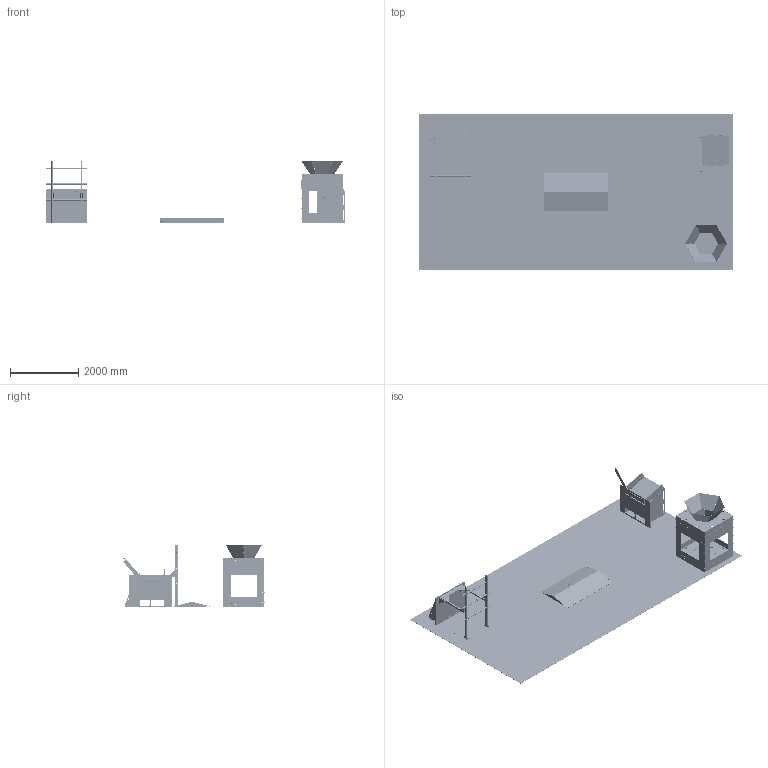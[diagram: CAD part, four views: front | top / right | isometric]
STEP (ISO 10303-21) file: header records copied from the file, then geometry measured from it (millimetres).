
FILE_DESCRIPTION(/* description */ ('STEP AP242 Edition 2','CAx-IF Rec.Pracs.---Representation and Presentation of Product Manufacturing Information (PMI)---4.0---2014-10-13','CAx-IF Rec.Pracs.---3D Tessellated Geometry---0.4---2014-09-14','2;1','CAx-IF Rec.Pracs.---User Defined Attributes---1.5---2016-08-15'),/* implementation_level */ '2;1');
FILE_NAME(/* name */ '695ed0b6e6781a24c526bf31',/* time_stamp */ '2026-01-07T21:31:37Z',/* author */ (''),/* organization */ (''),/* preprocessor_version */ 'ST-DEVELOPER v20',/* originating_system */ 'ONSHAPE BY PTC INC, 1.208',/* authorisation */ ' ');
FILE_SCHEMA (('AP242_MANAGED_MODEL_BASED_3D_ENGINEERING_MIM_LF { 1 0 10303 442 3 1 4 }'));
Products named in the file (105): Event Test Area; FE-2026-04: Test Area Carpet; GE-26810: Event Test Bump <1>; Hex bolt 1/4-20 x 1; GE-26101: Bump Plastic; GE-26811: Event Test Bump Base <3>; 92105A208: 1/4"-20 Tapping Insert; GE-26811-02: Event Test Bump Side Plate; GE-26811-01: Event Test Bump Top Plate; Hook Tape, 4in Wide, 30in Long; GE-26811-03: Event Test Bump Bottom Plate; GE-26811: Event Test Bump Base <2>; GE-26811: Event Test Bump Base <1>; GE-26830: Event Test Hub <1>; Cable Tie 1: 120lb; Cable Tie 3: 120lb; Cable Tie 4: 120lb; Cable Tie 6: 50lb; Cable Tie 5: 50lb; Cable Tie 2: 120lb; GE-26329: Hub Funnel Side; FE-00083-ID8: AprilTag, ID 8 <1>; FE-00083-ID8-Vinyl: AprilTag Vinyl; FE-00082: AprilTag Base Poly; FE-00083-ID11: AprilTag, ID 11 <1>; FE-00083-ID11-Vinyl: AprilTag Vinyl; FE-00083-ID9: AprilTag, ID 9 <1>; FE-00083-ID9-Vinyl: AprilTag Vinyl; GE-26832: Event Test Hub Top Plate; FE-00083-ID5: AprilTag, ID 5 <1>; FE-00083-ID5-Vinyl: AprilTag Vinyl; FE-00083-ID10: AprilTag, ID 10 <1>; FE-00083-ID10-Vinyl: AprilTag Vinyl; FE-00083-ID3: AprilTag, ID 3 <1>; FE-00083-ID3-Vinyl: AprilTag Vinyl; FE-00083-ID2: AprilTag, ID 2 <1>; FE-00083-ID2-Vinyl: AprilTag Vinyl; FE-00083-ID4: AprilTag, ID 4 <1>; FE-00083-ID4-Vinyl: AprilTag Vinyl; GE-26831: Event Test Hub Front Plate Assy <3> ...
Assembly tree (514 placements, depth 4):
  Event Test Area
    FE-2026-04: Test Area Carpet
    GE-26810: Event Test Bump <1>
      Hex bolt 1/4-20 x 1  x16
      GE-26101: Bump Plastic
      GE-26101: Bump Plastic
      GE-26811: Event Test Bump Base <3>
        92105A208: 1/4"-20 Tapping Insert  x8
        GE-26811-02: Event Test Bump Side Plate  x2
        GE-26811-01: Event Test Bump Top Plate  x2
        Hook Tape, 4in Wide, 30in Long  x3
        GE-26811-03: Event Test Bump Bottom Plate
      GE-26811: Event Test Bump Base <2>
        GE-26811-03: Event Test Bump Bottom Plate
        92105A208: 1/4"-20 Tapping Insert  x8
        GE-26811-02: Event Test Bump Side Plate  x2
        Hook Tape, 4in Wide, 30in Long  x3
        GE-26811-01: Event Test Bump Top Plate  x2
      GE-26811: Event Test Bump Base <1>
        92105A208: 1/4"-20 Tapping Insert  x8
        GE-26811-02: Event Test Bump Side Plate  x2
        GE-26811-03: Event Test Bump Bottom Plate
        GE-26811-01: Event Test Bump Top Plate  x2
        Hook Tape, 4in Wide, 30in Long  x3
    GE-26830: Event Test Hub <1>
      Cable Tie 1: 120lb  x12
      Cable Tie 3: 120lb  x8
      Cable Tie 4: 120lb  x8
      Cable Tie 6: 50lb  x12
      Hex bolt 1/4-20 x 1  x32
      Cable Tie 5: 50lb  x30
      Cable Tie 2: 120lb  x8
      GE-26329: Hub Funnel Side  x6
      FE-00083-ID8: AprilTag, ID 8 <1>
        FE-00083-ID8-Vinyl: AprilTag Vinyl  x2
        FE-00082: AprilTag Base Poly
      FE-00083-ID11: AprilTag, ID 11 <1>
        FE-00082: AprilTag Base Poly
        FE-00083-ID11-Vinyl: AprilTag Vinyl  x2
      FE-00083-ID9: AprilTag, ID 9 <1>
        FE-00083-ID9-Vinyl: AprilTag Vinyl  x2
        FE-00082: AprilTag Base Poly
      GE-26832: Event Test Hub Top Plate  x2
      FE-00083-ID5: AprilTag, ID 5 <1>
        FE-00083-ID5-Vinyl: AprilTag Vinyl  x2
        FE-00082: AprilTag Base Poly
      FE-00083-ID10: AprilTag, ID 10 <1>
        FE-00083-ID10-Vinyl: AprilTag Vinyl  x2
        FE-00082: AprilTag Base Poly
      FE-00083-ID3: AprilTag, ID 3 <1>
        FE-00082: AprilTag Base Poly
        FE-00083-ID3-Vinyl: AprilTag Vinyl  x2
      FE-00083-ID2: AprilTag, ID 2 <1>
        FE-00082: AprilTag Base Poly
        FE-00083-ID2-Vinyl: AprilTag Vinyl  x2
      FE-00083-ID4: AprilTag, ID 4 <1>
        FE-00083-ID4-Vinyl: AprilTag Vinyl  x2
        FE-00082: AprilTag Base Poly
      GE-26831: Event Test Hub Front Plate Assy <3>
        92105A208: 1/4"-20 Tapping Insert  x12
Bounding box: 9144 x 4572 x 1836.75 mm (x, y, z)
Volume: 531000547.4 mm3; surface area: 138784553.4 mm2
Topology: 484 solids, 484 shells, 16714 faces, 44012 edges, 28447 vertices
Faces by surface type: plane 9443, cylinder 5289, cone 1177, torus 623, bspline 182
Full cylindrical faces by diameter (mm): 2.381 x56, 4.763 x80, 4.915 x112, 4.978 x8, 5.715 x14, 6.35 x252, 6.756 x192, 7.144 x2, 8.363 x14, 8.712 x8, 8.731 x8, 8.738 x1, 9.128 x88, 10.008 x56, 11.151 x14, 11.176 x8, 12.497 x88, 12.7 x43, 15.478 x1, 15.875 x1, 17.462 x12, 25.4 x24, 28.575 x1, 35.052 x3, 42.164 x3, 42.672 x12
Entity records: 113981 total; most frequent: CARTESIAN_POINT 20267, DIRECTION 19926, ORIENTED_EDGE 17580, EDGE_CURVE 8790, AXIS2_PLACEMENT_3D 7460, VERTEX_POINT 6029, LINE 5006, VECTOR 5006
